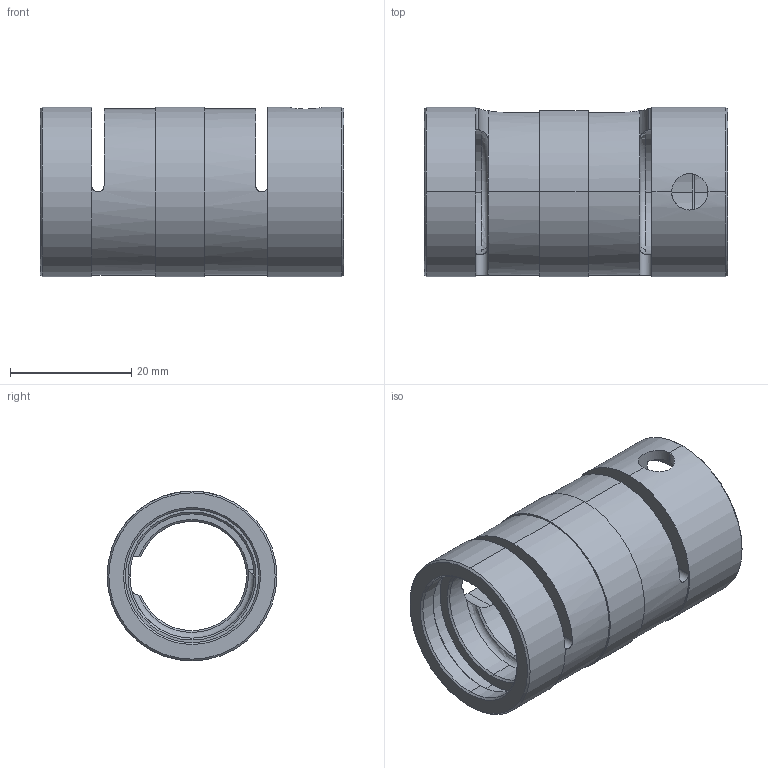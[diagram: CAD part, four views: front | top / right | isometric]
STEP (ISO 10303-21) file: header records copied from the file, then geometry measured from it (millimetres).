
FILE_DESCRIPTION(/* description */ ('Alibre Inc.'),/* implementation_level */ '2;1');
FILE_NAME(/* name */ 'export-DB01CAD0-B336-4CA1-AEAA-636FEB632A38',/* time_stamp */ '2024-08-13T09:29:29+02:00',/* author */ (''),/* organization */ (''),/* preprocessor_version */ 'ST-DEVELOPER v17',/* originating_system */ 'Alibre',/* authorisation */ '');
FILE_SCHEMA (('AUTOMOTIVE_DESIGN'));
Length unit declared in the file: millimetre
Products named in the file (1): KG-MutterVariante 3  d=16x5mm  Art.-Nr. 213505
Bounding box: 50 x 28 x 28 mm (x, y, z)
Volume: 13089.7 mm3; surface area: 8544.3 mm2
Topology: 1 solids, 1 shells, 76 faces, 196 edges, 123 vertices
Faces by surface type: cylinder 38, cone 22, plane 14, torus 2
Entity records: 2605 total; most frequent: CARTESIAN_POINT 739, ORIENTED_EDGE 392, DIRECTION 382, EDGE_CURVE 196, AXIS2_PLACEMENT_3D 162, VERTEX_POINT 123, CIRCLE 86, EDGE_LOOP 83
